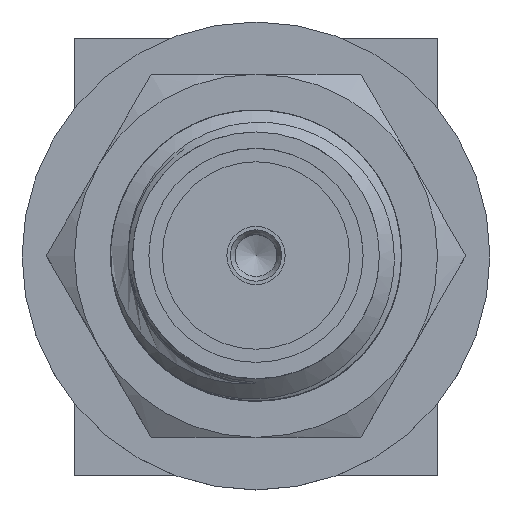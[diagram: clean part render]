
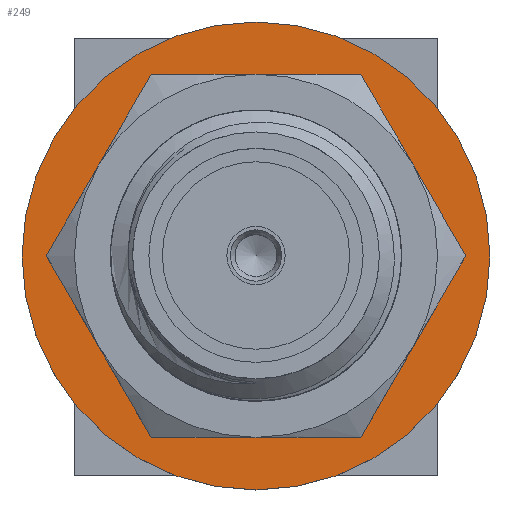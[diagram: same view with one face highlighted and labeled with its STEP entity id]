
A CAD part, top view. The second image highlights one B-rep face of the part: STEP entity #249.
In plain terms, the highlighted planar face has unit normal (0, 0, 1).
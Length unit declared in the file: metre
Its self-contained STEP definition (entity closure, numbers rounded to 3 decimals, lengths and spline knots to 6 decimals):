
#249 = ADVANCED_FACE( '', ( #577, #578 ), #579, .F. );
#577 = FACE_OUTER_BOUND( '', #989, .T. );
#578 = FACE_BOUND( '', #990, .T. );
#579 = PLANE( '', #991 );
#989 = EDGE_LOOP( '', ( #4309 ) );
#990 = EDGE_LOOP( '', ( #4310, #4311, #4312, #4313, #4314, #4315 ) );
#991 = AXIS2_PLACEMENT_3D( '', #4316, #4317, #4318 );
#4309 = ORIENTED_EDGE( '', *, *, #5194, .T. );
#4310 = ORIENTED_EDGE( '', *, *, #5195, .T. );
#4311 = ORIENTED_EDGE( '', *, *, #5105, .T. );
#4312 = ORIENTED_EDGE( '', *, *, #5196, .T. );
#4313 = ORIENTED_EDGE( '', *, *, #4950, .T. );
#4314 = ORIENTED_EDGE( '', *, *, #5197, .T. );
#4315 = ORIENTED_EDGE( '', *, *, #5198, .T. );
#4316 = CARTESIAN_POINT( '', ( 0.005105, 0., 0.013056 ) );
#4317 = DIRECTION( '', ( 0., 0., -1. ) );
#4318 = DIRECTION( '', ( 0., -1., 0. ) );
#4950 = EDGE_CURVE( '', #5384, #5382, #5385, .T. );
#5105 = EDGE_CURVE( '', #5644, #5369, #5646, .T. );
#5194 = EDGE_CURVE( '', #5788, #5788, #5789, .T. );
#5195 = EDGE_CURVE( '', #5790, #5644, #5791, .T. );
#5196 = EDGE_CURVE( '', #5369, #5384, #5792, .T. );
#5197 = EDGE_CURVE( '', #5382, #5531, #5793, .T. );
#5198 = EDGE_CURVE( '', #5531, #5790, #5794, .T. );
#5369 = VERTEX_POINT( '', #5996 );
#5382 = VERTEX_POINT( '', #6033 );
#5384 = VERTEX_POINT( '', #6044 );
#5385 = CIRCLE( '', #6045, 0.003962 );
#5531 = VERTEX_POINT( '', #6380 );
#5644 = VERTEX_POINT( '', #6556 );
#5646 = CIRCLE( '', #6567, 0.003962 );
#5788 = VERTEX_POINT( '', #6915 );
#5789 = CIRCLE( '', #6916, 0.005105 );
#5790 = VERTEX_POINT( '', #6917 );
#5791 = CIRCLE( '', #6918, 0.003962 );
#5792 = CIRCLE( '', #6919, 0.003962 );
#5793 = CIRCLE( '', #6920, 0.003962 );
#5794 = CIRCLE( '', #6921, 0.003962 );
#5996 = CARTESIAN_POINT( '', ( 0., 0.003962, 0.013056 ) );
#6033 = CARTESIAN_POINT( '', ( 0.003432, -0.001981, 0.013056 ) );
#6044 = CARTESIAN_POINT( '', ( 0.003432, 0.001981, 0.013056 ) );
#6045 = AXIS2_PLACEMENT_3D( '', #8205, #8206, #8207 );
#6380 = CARTESIAN_POINT( '', ( 0., -0.003962, 0.013056 ) );
#6556 = CARTESIAN_POINT( '', ( -0.003432, 0.001981, 0.013056 ) );
#6567 = AXIS2_PLACEMENT_3D( '', #8389, #8390, #8391 );
#6915 = CARTESIAN_POINT( '', ( 0.005105, 0., 0.013056 ) );
#6916 = AXIS2_PLACEMENT_3D( '', #8509, #8510, #8511 );
#6917 = CARTESIAN_POINT( '', ( -0.003432, -0.001981, 0.013056 ) );
#6918 = AXIS2_PLACEMENT_3D( '', #8512, #8513, #8514 );
#6919 = AXIS2_PLACEMENT_3D( '', #8515, #8516, #8517 );
#6920 = AXIS2_PLACEMENT_3D( '', #8518, #8519, #8520 );
#6921 = AXIS2_PLACEMENT_3D( '', #8521, #8522, #8523 );
#8205 = CARTESIAN_POINT( '', ( 0., 0., 0.013056 ) );
#8206 = DIRECTION( '', ( 0., 0., -1. ) );
#8207 = DIRECTION( '', ( -1., 0., 0. ) );
#8389 = CARTESIAN_POINT( '', ( 0., 0., 0.013056 ) );
#8390 = DIRECTION( '', ( 0., 0., -1. ) );
#8391 = DIRECTION( '', ( -1., 0., 0. ) );
#8509 = CARTESIAN_POINT( '', ( 0., 0., 0.013056 ) );
#8510 = DIRECTION( '', ( 0., 0., 1. ) );
#8511 = DIRECTION( '', ( 1., 0., 0. ) );
#8512 = CARTESIAN_POINT( '', ( 0., 0., 0.013056 ) );
#8513 = DIRECTION( '', ( 0., 0., -1. ) );
#8514 = DIRECTION( '', ( -1., 0., 0. ) );
#8515 = CARTESIAN_POINT( '', ( 0., 0., 0.013056 ) );
#8516 = DIRECTION( '', ( 0., 0., -1. ) );
#8517 = DIRECTION( '', ( -1., 0., 0. ) );
#8518 = CARTESIAN_POINT( '', ( 0., 0., 0.013056 ) );
#8519 = DIRECTION( '', ( 0., 0., -1. ) );
#8520 = DIRECTION( '', ( -1., 0., 0. ) );
#8521 = CARTESIAN_POINT( '', ( 0., 0., 0.013056 ) );
#8522 = DIRECTION( '', ( 0., 0., -1. ) );
#8523 = DIRECTION( '', ( -1., 0., 0. ) );
